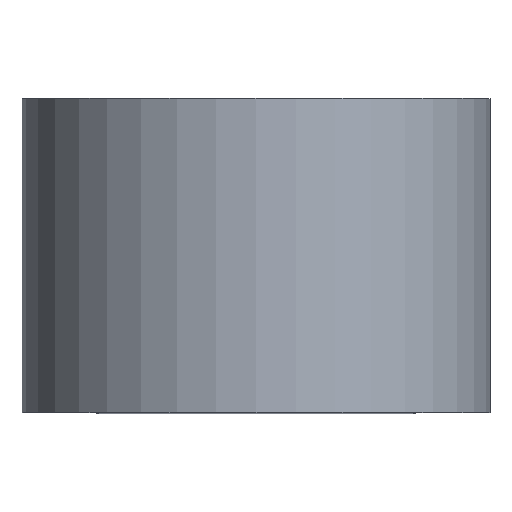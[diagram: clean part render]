
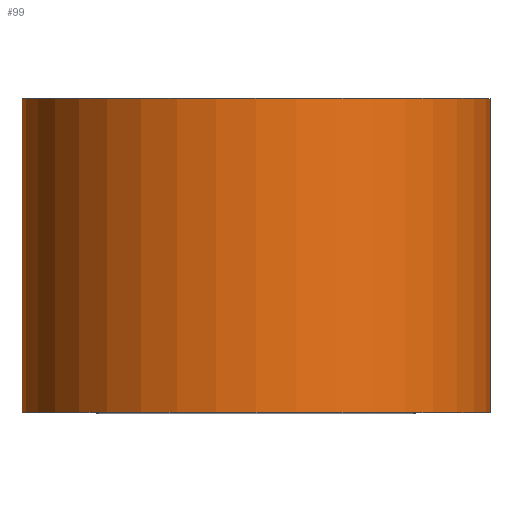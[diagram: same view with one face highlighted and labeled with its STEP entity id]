
A CAD part, top view. The second image highlights one B-rep face of the part: STEP entity #99.
In plain terms, the highlighted cylindrical face has radius 39.5 mm (diameter 79 mm), a partial arc.
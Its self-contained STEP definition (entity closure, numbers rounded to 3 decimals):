
#21=FACE_OUTER_BOUND('',#27,.T.);
#27=EDGE_LOOP('',(#79,#80,#81,#82));
#35=LINE('',#181,#43);
#36=LINE('',#184,#44);
#43=VECTOR('',#151,10.);
#44=VECTOR('',#154,10.);
#49=CIRCLE('',#127,39.5);
#50=CIRCLE('',#129,39.5);
#55=VERTEX_POINT('',#174);
#56=VERTEX_POINT('',#176);
#57=VERTEX_POINT('',#180);
#58=VERTEX_POINT('',#182);
#64=EDGE_CURVE('',#55,#56,#49,.T.);
#66=EDGE_CURVE('',#57,#55,#35,.T.);
#67=EDGE_CURVE('',#58,#57,#50,.T.);
#68=EDGE_CURVE('',#56,#58,#36,.T.);
#79=ORIENTED_EDGE('',*,*,#66,.F.);
#80=ORIENTED_EDGE('',*,*,#67,.F.);
#81=ORIENTED_EDGE('',*,*,#68,.F.);
#82=ORIENTED_EDGE('',*,*,#64,.F.);
#96=CYLINDRICAL_SURFACE('',#128,39.5);
#99=ADVANCED_FACE('',(#21),#96,.T.);
#127=AXIS2_PLACEMENT_3D('',#177,#146,#147);
#128=AXIS2_PLACEMENT_3D('',#179,#149,#150);
#129=AXIS2_PLACEMENT_3D('',#183,#152,#153);
#146=DIRECTION('center_axis',(0.,-1.,0.));
#147=DIRECTION('ref_axis',(-1.,0.,0.));
#149=DIRECTION('center_axis',(0.,1.,0.));
#150=DIRECTION('ref_axis',(0.,0.,1.));
#151=DIRECTION('',(0.,-1.,0.));
#152=DIRECTION('center_axis',(0.,1.,0.));
#153=DIRECTION('ref_axis',(-1.,0.,0.));
#154=DIRECTION('',(0.,1.,0.));
#174=CARTESIAN_POINT('',(53.,-26.5,74.208));
#176=CARTESIAN_POINT('',(0.,-26.5,74.208));
#177=CARTESIAN_POINT('Origin',(26.5,-26.5,103.5));
#179=CARTESIAN_POINT('Origin',(26.5,0.,103.5));
#180=CARTESIAN_POINT('',(53.,26.5,74.208));
#181=CARTESIAN_POINT('',(53.,0.,74.208));
#182=CARTESIAN_POINT('',(0.,26.5,74.208));
#183=CARTESIAN_POINT('Origin',(26.5,26.5,103.5));
#184=CARTESIAN_POINT('',(0.,0.,74.208));
